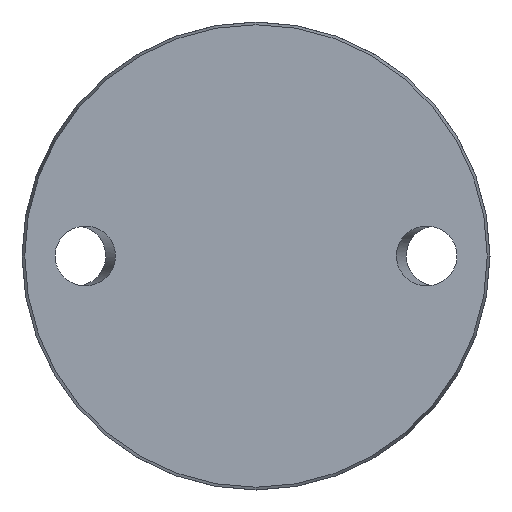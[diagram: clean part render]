
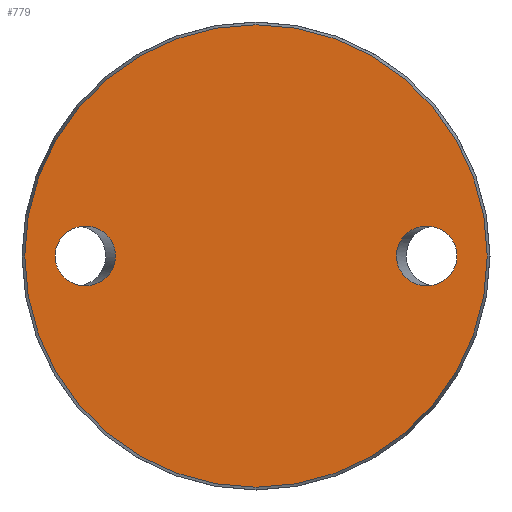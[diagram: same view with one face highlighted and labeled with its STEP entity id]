
A CAD part, front view. The second image highlights one B-rep face of the part: STEP entity #779.
In plain terms, the highlighted planar face has unit normal (0, -1, 0).
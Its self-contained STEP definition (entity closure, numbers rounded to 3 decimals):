
#11 = EDGE_CURVE ( 'NONE', #494, #494, #791, .T. ) ;
#24 = CARTESIAN_POINT ( 'NONE',  ( -42.087, 0., 12.5 ) ) ;
#55 = FACE_BOUND ( 'NONE', #82, .T. ) ;
#82 = EDGE_LOOP ( 'NONE', ( #470 ) ) ;
#83 = CARTESIAN_POINT ( 'NONE',  ( 29.413, 0., 0. ) ) ;
#114 = CARTESIAN_POINT ( 'NONE',  ( 42.087, 0., -12.5 ) ) ;
#115 = CARTESIAN_POINT ( 'NONE',  ( -29.413, 0., 12.5 ) ) ;
#137 = FACE_OUTER_BOUND ( 'NONE', #798, .T. ) ;
#163 = ORIENTED_EDGE ( 'NONE', *, *, #214, .F. ) ;
#187 =( BOUNDED_CURVE ( )  B_SPLINE_CURVE ( 3, ( #504, #344, #114, #660, #580, #974, #267 ),
 .UNSPECIFIED., .T., .T. ) 
 B_SPLINE_CURVE_WITH_KNOTS ( ( 4, 3, 4 ),
 ( 0., 3.142, 6.283 ),
 .UNSPECIFIED. ) 
 CURVE ( )  GEOMETRIC_REPRESENTATION_ITEM ( )  RATIONAL_B_SPLINE_CURVE ( ( 1., 0.333, 0.333, 1., 0.333, 0.333, 1. ) ) 
 REPRESENTATION_ITEM ( '' )  );
#189 = DIRECTION ( 'NONE',  ( 0., 0., -1. ) ) ;
#214 = EDGE_CURVE ( 'NONE', #744, #744, #187, .T. ) ;
#267 = CARTESIAN_POINT ( 'NONE',  ( 29.413, 0., 0. ) ) ;
#344 = CARTESIAN_POINT ( 'NONE',  ( 29.413, 0., -12.5 ) ) ;
#358 = CARTESIAN_POINT ( 'NONE',  ( -42.087, 0., 0. ) ) ;
#360 = PLANE ( 'NONE',  #932 ) ;
#373 = DIRECTION ( 'NONE',  ( 0., 0., 1. ) ) ;
#428 = CARTESIAN_POINT ( 'NONE',  ( -29.413, 0., 0. ) ) ;
#470 = ORIENTED_EDGE ( 'NONE', *, *, #11, .T. ) ;
#494 = VERTEX_POINT ( 'NONE', #662 ) ;
#504 = CARTESIAN_POINT ( 'NONE',  ( 29.413, 0., 0. ) ) ;
#524 = AXIS2_PLACEMENT_3D ( 'NONE', #814, #651, #189 ) ;
#532 = FACE_BOUND ( 'NONE', #731, .T. ) ;
#580 = CARTESIAN_POINT ( 'NONE',  ( 42.087, 0., 12.5 ) ) ;
#627 = VERTEX_POINT ( 'NONE', #757 ) ;
#651 = DIRECTION ( 'NONE',  ( 0., -1., 0. ) ) ;
#660 = CARTESIAN_POINT ( 'NONE',  ( 42.087, 0., 0. ) ) ;
#662 = CARTESIAN_POINT ( 'NONE',  ( -42.087, 0., 0. ) ) ;
#677 = CARTESIAN_POINT ( 'NONE',  ( -29.413, 0., -12.5 ) ) ;
#731 = EDGE_LOOP ( 'NONE', ( #163 ) ) ;
#744 = VERTEX_POINT ( 'NONE', #83 ) ;
#757 = CARTESIAN_POINT ( 'NONE',  ( 0., 0., -48.425 ) ) ;
#773 = CARTESIAN_POINT ( 'NONE',  ( -48.425, 0., 0. ) ) ;
#779 = ADVANCED_FACE ( 'NONE', ( #55, #532, #137 ), #360, .F. ) ;
#791 =( BOUNDED_CURVE ( )  B_SPLINE_CURVE ( 3, ( #358, #24, #115, #428, #677, #988, #913 ),
 .UNSPECIFIED., .T., .T. ) 
 B_SPLINE_CURVE_WITH_KNOTS ( ( 4, 3, 4 ),
 ( 0., 3.142, 6.283 ),
 .UNSPECIFIED. ) 
 CURVE ( )  GEOMETRIC_REPRESENTATION_ITEM ( )  RATIONAL_B_SPLINE_CURVE ( ( 1., 0.333, 0.333, 1., 0.333, 0.333, 1. ) ) 
 REPRESENTATION_ITEM ( '' )  );
#798 = EDGE_LOOP ( 'NONE', ( #941 ) ) ;
#814 = CARTESIAN_POINT ( 'NONE',  ( 0., 0., 0. ) ) ;
#841 = DIRECTION ( 'NONE',  ( 0., 1., 0. ) ) ;
#913 = CARTESIAN_POINT ( 'NONE',  ( -42.087, 0., 0. ) ) ;
#917 = CIRCLE ( 'NONE', #524, 48.425 ) ;
#932 = AXIS2_PLACEMENT_3D ( 'NONE', #773, #841, #373 ) ;
#941 = ORIENTED_EDGE ( 'NONE', *, *, #1024, .T. ) ;
#974 = CARTESIAN_POINT ( 'NONE',  ( 29.413, 0., 12.5 ) ) ;
#988 = CARTESIAN_POINT ( 'NONE',  ( -42.087, 0., -12.5 ) ) ;
#1024 = EDGE_CURVE ( 'NONE', #627, #627, #917, .T. ) ;
